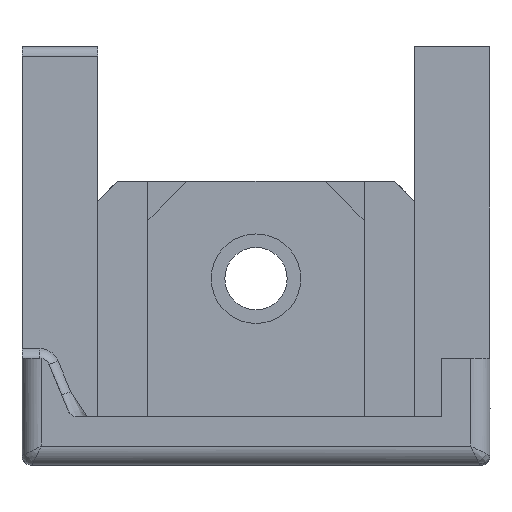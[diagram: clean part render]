
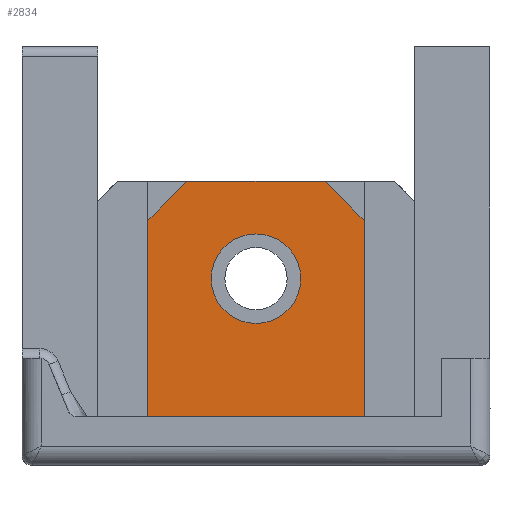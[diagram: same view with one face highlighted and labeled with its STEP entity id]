
A CAD part, front view. The second image highlights one B-rep face of the part: STEP entity #2834.
In plain terms, the highlighted planar face has unit normal (0, -1, 0).
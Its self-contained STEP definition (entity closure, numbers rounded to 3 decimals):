
#70=FACE_BOUND('',#400,.T.);
#118=PLANE('',#3075);
#242=FACE_OUTER_BOUND('',#399,.T.);
#399=EDGE_LOOP('',(#2357,#2358,#2359,#2360,#2361,#2362,#2363,#2364,#2365,
#2366,#2367,#2368));
#400=EDGE_LOOP('',(#2369));
#536=CIRCLE('',#3027,2.5);
#552=CIRCLE('',#3076,2.3);
#608=LINE('',#4066,#891);
#616=LINE('',#4082,#899);
#726=LINE('',#4576,#1009);
#729=LINE('',#4583,#1012);
#731=LINE('',#4587,#1014);
#789=LINE('',#4888,#1072);
#791=LINE('',#4892,#1074);
#792=LINE('',#4894,#1075);
#793=LINE('',#4895,#1076);
#794=LINE('',#4897,#1077);
#795=LINE('',#4898,#1078);
#891=VECTOR('',#3241,10.);
#899=VECTOR('',#3249,10.);
#1009=VECTOR('',#3487,10.);
#1012=VECTOR('',#3494,10.);
#1014=VECTOR('',#3498,10.);
#1072=VECTOR('',#3712,10.);
#1074=VECTOR('',#3716,10.);
#1075=VECTOR('',#3717,10.);
#1076=VECTOR('',#3718,10.);
#1077=VECTOR('',#3719,10.);
#1078=VECTOR('',#3720,10.);
#1176=VERTEX_POINT('',#4063);
#1177=VERTEX_POINT('',#4065);
#1184=VERTEX_POINT('',#4079);
#1185=VERTEX_POINT('',#4081);
#1310=VERTEX_POINT('',#4574);
#1312=VERTEX_POINT('',#4582);
#1313=VERTEX_POINT('',#4586);
#1367=VERTEX_POINT('',#4885);
#1368=VERTEX_POINT('',#4887);
#1369=VERTEX_POINT('',#4891);
#1370=VERTEX_POINT('',#4893);
#1371=VERTEX_POINT('',#4896);
#1372=VERTEX_POINT('',#4899);
#1455=EDGE_CURVE('',#1176,#1177,#608,.T.);
#1463=EDGE_CURVE('',#1184,#1185,#616,.T.);
#1621=EDGE_CURVE('',#1310,#1184,#726,.T.);
#1624=EDGE_CURVE('',#1177,#1312,#729,.T.);
#1626=EDGE_CURVE('',#1312,#1313,#731,.T.);
#1674=EDGE_CURVE('',#1176,#1185,#536,.T.);
#1729=EDGE_CURVE('',#1367,#1368,#789,.T.);
#1731=EDGE_CURVE('',#1369,#1367,#791,.T.);
#1732=EDGE_CURVE('',#1370,#1369,#792,.T.);
#1733=EDGE_CURVE('',#1313,#1370,#793,.T.);
#1734=EDGE_CURVE('',#1371,#1310,#794,.T.);
#1735=EDGE_CURVE('',#1371,#1368,#795,.T.);
#1736=EDGE_CURVE('',#1372,#1372,#552,.T.);
#2357=ORIENTED_EDGE('',*,*,#1729,.F.);
#2358=ORIENTED_EDGE('',*,*,#1731,.F.);
#2359=ORIENTED_EDGE('',*,*,#1732,.F.);
#2360=ORIENTED_EDGE('',*,*,#1733,.F.);
#2361=ORIENTED_EDGE('',*,*,#1626,.F.);
#2362=ORIENTED_EDGE('',*,*,#1624,.F.);
#2363=ORIENTED_EDGE('',*,*,#1455,.F.);
#2364=ORIENTED_EDGE('',*,*,#1674,.T.);
#2365=ORIENTED_EDGE('',*,*,#1463,.F.);
#2366=ORIENTED_EDGE('',*,*,#1621,.F.);
#2367=ORIENTED_EDGE('',*,*,#1734,.F.);
#2368=ORIENTED_EDGE('',*,*,#1735,.T.);
#2369=ORIENTED_EDGE('',*,*,#1736,.T.);
#2834=ADVANCED_FACE('',(#242,#70),#118,.T.);
#3027=AXIS2_PLACEMENT_3D('',#4724,#3585,#3586);
#3075=AXIS2_PLACEMENT_3D('',#4890,#3714,#3715);
#3076=AXIS2_PLACEMENT_3D('',#4900,#3721,#3722);
#3241=DIRECTION('',(-1.,0.,0.));
#3249=DIRECTION('',(-1.,0.,0.));
#3487=DIRECTION('',(0.,0.,-1.));
#3494=DIRECTION('',(0.,0.,1.));
#3498=DIRECTION('',(-1.,0.,0.));
#3585=DIRECTION('center_axis',(0.,1.,0.));
#3586=DIRECTION('ref_axis',(-1.,0.,0.));
#3712=DIRECTION('',(0.707,0.,-0.707));
#3714=DIRECTION('center_axis',(0.,-1.,0.));
#3715=DIRECTION('ref_axis',(1.,0.,0.));
#3716=DIRECTION('',(1.,0.,0.));
#3717=DIRECTION('',(0.707,0.,0.707));
#3718=DIRECTION('',(0.,0.,1.));
#3719=DIRECTION('',(-1.,0.,0.));
#3720=DIRECTION('',(0.,0.,1.));
#3721=DIRECTION('center_axis',(0.,1.,0.));
#3722=DIRECTION('ref_axis',(-1.,0.,0.));
#4063=CARTESIAN_POINT('',(-2.133,27.43,-35.436));
#4065=CARTESIAN_POINT('',(-2.142,27.43,-35.436));
#4066=CARTESIAN_POINT('',(-5.196,27.43,-35.436));
#4079=CARTESIAN_POINT('',(2.858,27.43,-35.436));
#4081=CARTESIAN_POINT('',(2.849,27.43,-35.436));
#4082=CARTESIAN_POINT('',(-5.196,27.43,-35.436));
#4574=CARTESIAN_POINT('',(2.858,27.43,-33.436));
#4576=CARTESIAN_POINT('',(2.858,27.43,-34.186));
#4582=CARTESIAN_POINT('',(-2.142,27.43,-33.436));
#4583=CARTESIAN_POINT('',(-2.142,27.43,-34.186));
#4586=CARTESIAN_POINT('',(-5.196,27.43,-33.436));
#4587=CARTESIAN_POINT('',(8.578,27.43,-33.436));
#4724=CARTESIAN_POINT('Origin',(0.358,27.43,-35.643));
#4885=CARTESIAN_POINT('',(3.912,27.43,-20.836));
#4887=CARTESIAN_POINT('',(5.912,27.43,-22.836));
#4888=CARTESIAN_POINT('',(5.16,27.43,-22.084));
#4890=CARTESIAN_POINT('Origin',(-5.196,27.43,-32.936));
#4891=CARTESIAN_POINT('',(-3.196,27.43,-20.836));
#4892=CARTESIAN_POINT('',(-5.196,27.43,-20.836));
#4893=CARTESIAN_POINT('',(-5.196,27.43,-22.836));
#4894=CARTESIAN_POINT('',(-7.221,27.43,-24.861));
#4895=CARTESIAN_POINT('',(-5.196,27.43,-32.936));
#4896=CARTESIAN_POINT('',(5.912,27.43,-33.436));
#4897=CARTESIAN_POINT('',(8.578,27.43,-33.436));
#4898=CARTESIAN_POINT('',(5.912,27.43,-32.936));
#4899=CARTESIAN_POINT('',(2.658,27.43,-25.836));
#4900=CARTESIAN_POINT('Origin',(0.358,27.43,-25.836));
